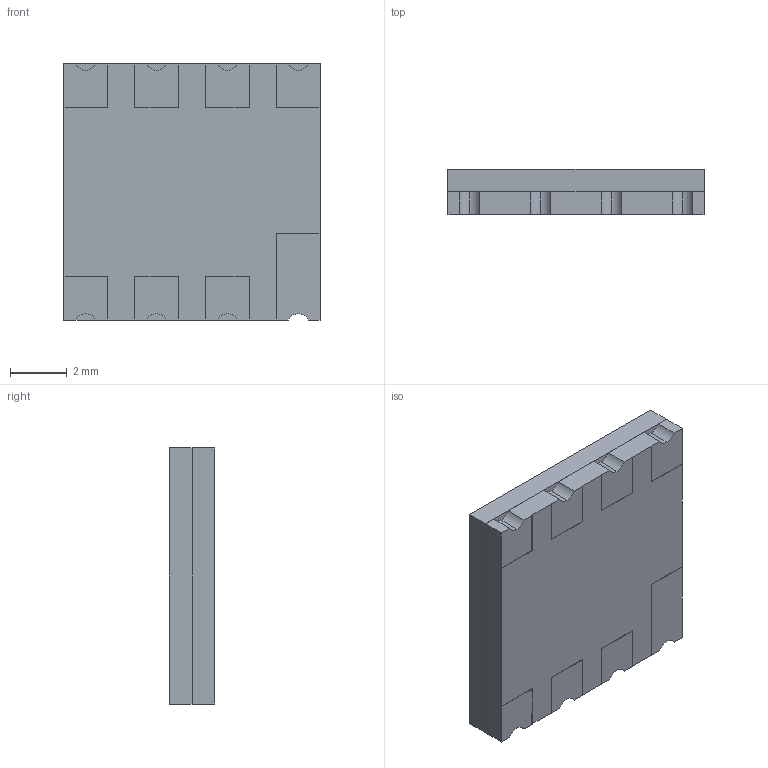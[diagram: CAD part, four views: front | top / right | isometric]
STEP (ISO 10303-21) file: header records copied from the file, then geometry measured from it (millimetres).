
FILE_DESCRIPTION (( 'STEP AP214' ), '1' );
FILE_NAME ('OPR5913.STEP', '2018-03-13T12:33:42', ( '' ), ( '' ), 'SwSTEP 2.0', 'SolidWorks 2015', '' );
FILE_SCHEMA (( 'AUTOMOTIVE_DESIGN' ));
Length unit declared in the file: inch
Products named in the file (1): OPR5913
Bounding box: 8.99 x 1.59 x 8.99 mm (x, y, z)
Volume: 126.2 mm3; surface area: 380.2 mm2
Topology: 2 solids, 2 shells, 71 faces, 198 edges, 132 vertices
Faces by surface type: plane 54, cylinder 17
Entity records: 3136 total; most frequent: CARTESIAN_POINT 402, ORIENTED_EDGE 396, DIRECTION 376, EDGE_CURVE 198, VECTOR 164, LINE 164, VERTEX_POINT 132, AXIS2_PLACEMENT_3D 106
